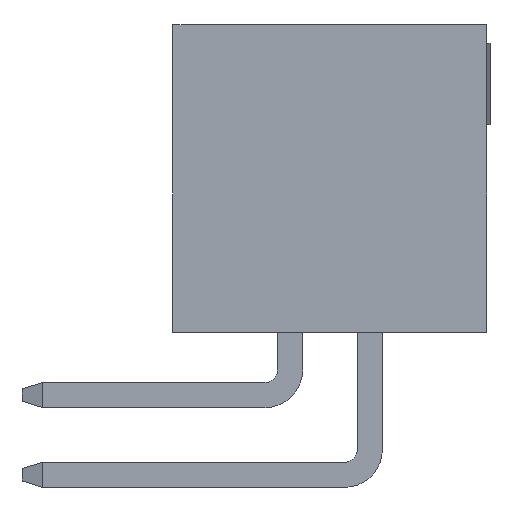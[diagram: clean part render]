
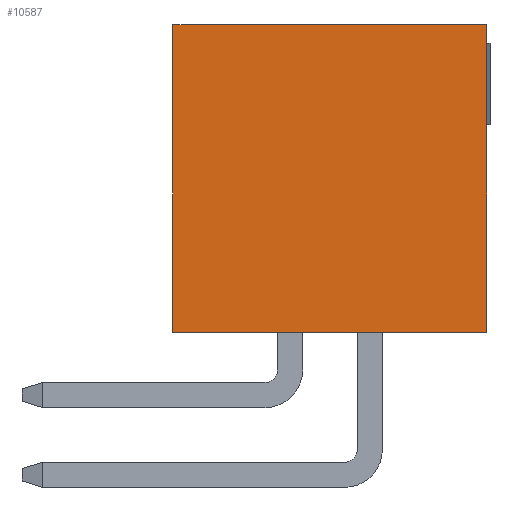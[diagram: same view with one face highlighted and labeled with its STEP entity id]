
A CAD part, left-side view. The second image highlights one B-rep face of the part: STEP entity #10587.
In plain terms, the highlighted planar face has unit normal (-1, 0, 0).
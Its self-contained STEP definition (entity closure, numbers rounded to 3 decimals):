
#1535=ORIENTED_EDGE('',*,*,#3074,.F.);
#1536=ORIENTED_EDGE('',*,*,#3052,.F.);
#1537=ORIENTED_EDGE('',*,*,#2481,.T.);
#1538=ORIENTED_EDGE('',*,*,#3268,.T.);
#2481=EDGE_CURVE('',#3638,#3637,#4381,.T.);
#3052=EDGE_CURVE('',#3638,#4038,#4952,.T.);
#3074=EDGE_CURVE('',#4038,#4045,#4974,.T.);
#3268=EDGE_CURVE('',#3637,#4045,#5168,.T.);
#3637=VERTEX_POINT('',#13238);
#3638=VERTEX_POINT('',#13240);
#4038=VERTEX_POINT('',#14366);
#4045=VERTEX_POINT('',#14396);
#4381=LINE('',#13239,#5529);
#4952=LINE('',#14365,#6100);
#4974=LINE('',#14395,#6122);
#5168=LINE('',#14781,#6316);
#5529=VECTOR('',#11225,1000.);
#6100=VECTOR('',#12106,1000.);
#6122=VECTOR('',#12130,1000.);
#6316=VECTOR('',#12424,1000.);
#6906=EDGE_LOOP('',(#1535,#1536,#1537,#1538));
#7326=FACE_BOUND('',#6906,.T.);
#7715=PLANE('',#10991);
#10587=ADVANCED_FACE('',(#7326),#7715,.T.);
#10991=AXIS2_PLACEMENT_3D('',#14782,#12425,#12426);
#11225=DIRECTION('',(0.,0.,1.));
#12106=DIRECTION('',(0.,1.,0.));
#12130=DIRECTION('',(0.,0.,1.));
#12424=DIRECTION('',(0.,1.,0.));
#12425=DIRECTION('',(-1.,0.,0.));
#12426=DIRECTION('',(0.,0.,1.));
#13238=CARTESIAN_POINT('',(-12.7,-2.5,2.45));
#13239=CARTESIAN_POINT('',(-12.7,-2.5,-2.45));
#13240=CARTESIAN_POINT('',(-12.7,-2.5,-2.45));
#14365=CARTESIAN_POINT('',(-12.7,-2.5,-2.45));
#14366=CARTESIAN_POINT('',(-12.7,2.5,-2.45));
#14395=CARTESIAN_POINT('',(-12.7,2.5,-2.45));
#14396=CARTESIAN_POINT('',(-12.7,2.5,2.45));
#14781=CARTESIAN_POINT('',(-12.7,-2.5,2.45));
#14782=CARTESIAN_POINT('',(-12.7,-2.5,-2.45));
